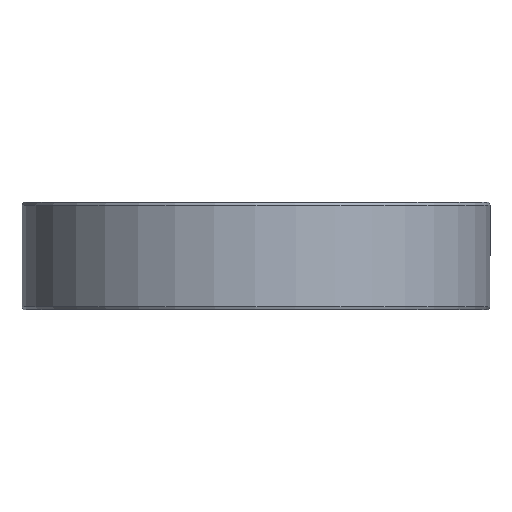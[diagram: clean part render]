
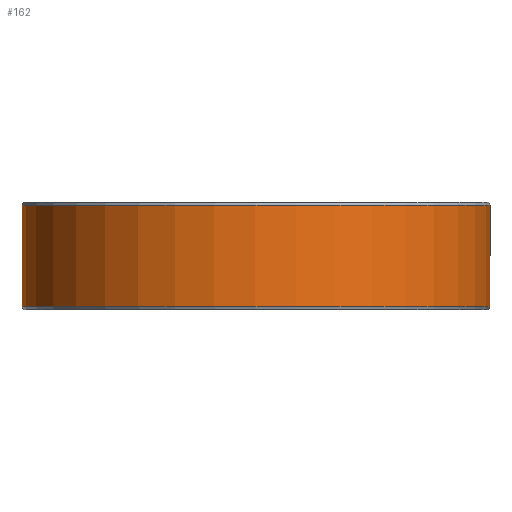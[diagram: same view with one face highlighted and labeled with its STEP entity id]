
A CAD part, front view. The second image highlights one B-rep face of the part: STEP entity #162.
In plain terms, the highlighted cylindrical face has radius 152.5 mm (diameter 305 mm), a partial arc.
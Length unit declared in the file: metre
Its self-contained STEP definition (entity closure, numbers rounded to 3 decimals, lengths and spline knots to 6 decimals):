
#162=ADVANCED_FACE('',(#185,#186),#187,.T.);
#185=FACE_OUTER_BOUND('',#211,.T.);
#186=FACE_BOUND('',#212,.T.);
#187=CYLINDRICAL_SURFACE('',#213,0.1525);
#211=EDGE_LOOP('',(#289,#290,#291,#292));
#212=EDGE_LOOP('',(#293));
#213=AXIS2_PLACEMENT_3D('',#294,#295,#296);
#289=ORIENTED_EDGE('',*,*,#314,.T.);
#290=ORIENTED_EDGE('',*,*,#323,.F.);
#291=ORIENTED_EDGE('',*,*,#309,.F.);
#292=ORIENTED_EDGE('',*,*,#324,.T.);
#293=ORIENTED_EDGE('',*,*,#327,.T.);
#294=CARTESIAN_POINT('',(0.,0.,0.0));
#295=DIRECTION('',(0.,0.0,-1.0));
#296=DIRECTION('',(-1.0,0.0,0.));
#309=EDGE_CURVE('',#341,#342,#343,.T.);
#314=EDGE_CURVE('',#351,#349,#352,.T.);
#323=EDGE_CURVE('',#342,#349,#365,.T.);
#324=EDGE_CURVE('',#341,#351,#366,.T.);
#327=EDGE_CURVE('',#370,#370,#371,.T.);
#341=VERTEX_POINT('',#389);
#342=VERTEX_POINT('',#390);
#343=CIRCLE('',#391,0.1525);
#349=VERTEX_POINT('',#399);
#351=VERTEX_POINT('',#402);
#352=CIRCLE('',#403,0.1525);
#365=LINE('',#422,#423);
#366=LINE('',#424,#425);
#370=VERTEX_POINT('',#503);
#371=B_SPLINE_CURVE_WITH_KNOTS('',3,(#504,#505,#506,#507,#508,#509,#510,#511,#512,#513,#514,#515,#516,#517,#518,#519,#520,#521,#522,#523,#524,#525,#526,#527,#528,#529,#530,#531,#532,#533,#534,#535,#536,#537,#538,#539,#540,#541,#542,#543,#544,#545,#546,#547,#548,#549,#550,#551,#552,#553,#554,#555,#556,#557,#558,#559,#560,#561,#562,#563,#564,#565,#566,#567,#568,#569,#570,#571,#572,#573,#574,#575,#576,#577),.UNSPECIFIED.,.T.,.F.,(2,2,2,2,2,2,2,2,2,2,2,2,2,2,2,2,2,2,2,2,2,2,2,2,2,2,2,2,2,2,2,2,2,2,2,2,2,2,2),(-0.000977,0.0,0.000977,0.001465,0.001954,0.002931,0.003908,0.004885,0.005862,0.006839,0.007816,0.008793,0.00977,0.010747,0.011724,0.012701,0.013189,0.013678,0.014655,0.015632,0.016609,0.017586,0.018562,0.019539,0.020516,0.021493,0.02247,0.023447,0.024424,0.024913,0.025401,0.026378,0.027355,0.028332,0.028821,0.029309,0.030286,0.031263,0.03224),.UNSPECIFIED.);
#389=CARTESIAN_POINT('',(0.002661,0.152477,0.0018));
#390=CARTESIAN_POINT('',(0.,0.1525,0.0018));
#391=AXIS2_PLACEMENT_3D('',#591,#592,#593);
#399=CARTESIAN_POINT('',(0.,0.1525,0.0682));
#402=CARTESIAN_POINT('',(0.002661,0.152477,0.0682));
#403=AXIS2_PLACEMENT_3D('',#600,#601,#602);
#422=CARTESIAN_POINT('',(0.,0.1525,0.0018));
#423=VECTOR('',#615,1.0);
#424=CARTESIAN_POINT('',(0.002661,0.152477,0.0018));
#425=VECTOR('',#616,1.0);
#503=CARTESIAN_POINT('',(0.128073,-0.082787,0.035));
#504=CARTESIAN_POINT('',(0.128073,-0.082787,0.03467));
#505=CARTESIAN_POINT('',(0.128073,-0.082787,0.03533));
#506=CARTESIAN_POINT('',(0.12809,-0.08276,0.035655));
#507=CARTESIAN_POINT('',(0.128142,-0.08268,0.036134));
#508=CARTESIAN_POINT('',(0.128163,-0.082646,0.036293));
#509=CARTESIAN_POINT('',(0.128215,-0.082566,0.036607));
#510=CARTESIAN_POINT('',(0.128245,-0.082519,0.036763));
#511=CARTESIAN_POINT('',(0.128347,-0.082361,0.037217));
#512=CARTESIAN_POINT('',(0.12843,-0.082232,0.037504));
#513=CARTESIAN_POINT('',(0.128625,-0.081926,0.038048));
#514=CARTESIAN_POINT('',(0.128739,-0.081747,0.038305));
#515=CARTESIAN_POINT('',(0.128985,-0.081358,0.038766));
#516=CARTESIAN_POINT('',(0.12912,-0.081145,0.038973));
#517=CARTESIAN_POINT('',(0.12941,-0.080681,0.039339));
#518=CARTESIAN_POINT('',(0.129564,-0.080434,0.039494));
#519=CARTESIAN_POINT('',(0.12988,-0.079922,0.039744));
#520=CARTESIAN_POINT('',(0.130045,-0.079654,0.03984));
#521=CARTESIAN_POINT('',(0.130381,-0.079103,0.039968));
#522=CARTESIAN_POINT('',(0.130549,-0.078825,0.04));
#523=CARTESIAN_POINT('',(0.130885,-0.078266,0.04));
#524=CARTESIAN_POINT('',(0.131054,-0.077982,0.039968));
#525=CARTESIAN_POINT('',(0.131381,-0.07743,0.03984));
#526=CARTESIAN_POINT('',(0.131539,-0.077161,0.039746));
#527=CARTESIAN_POINT('',(0.131844,-0.076638,0.039496));
#528=CARTESIAN_POINT('',(0.131991,-0.076385,0.039339));
#529=CARTESIAN_POINT('',(0.132262,-0.075915,0.038977));
#530=CARTESIAN_POINT('',(0.132387,-0.075696,0.038771));
#531=CARTESIAN_POINT('',(0.132619,-0.07529,0.038304));
#532=CARTESIAN_POINT('',(0.132721,-0.07511,0.038051));
#533=CARTESIAN_POINT('',(0.132854,-0.074873,0.037645));
#534=CARTESIAN_POINT('',(0.132896,-0.0748,0.037505));
#535=CARTESIAN_POINT('',(0.132971,-0.074665,0.037216));
#536=CARTESIAN_POINT('',(0.133006,-0.074603,0.037066));
#537=CARTESIAN_POINT('',(0.133098,-0.074439,0.036612));
#538=CARTESIAN_POINT('',(0.133145,-0.074356,0.0363));
#539=CARTESIAN_POINT('',(0.133207,-0.074244,0.035659));
#540=CARTESIAN_POINT('',(0.133223,-0.074215,0.035328));
#541=CARTESIAN_POINT('',(0.133223,-0.074215,0.034675));
#542=CARTESIAN_POINT('',(0.133208,-0.074243,0.034351));
#543=CARTESIAN_POINT('',(0.133145,-0.074354,0.033707));
#544=CARTESIAN_POINT('',(0.133099,-0.074438,0.03339));
#545=CARTESIAN_POINT('',(0.132977,-0.074655,0.032789));
#546=CARTESIAN_POINT('',(0.132901,-0.07479,0.032498));
#547=CARTESIAN_POINT('',(0.132722,-0.075108,0.031951));
#548=CARTESIAN_POINT('',(0.13262,-0.075289,0.031699));
#549=CARTESIAN_POINT('',(0.132391,-0.075689,0.031237));
#550=CARTESIAN_POINT('',(0.132264,-0.075912,0.031026));
#551=CARTESIAN_POINT('',(0.131992,-0.076383,0.030662));
#552=CARTESIAN_POINT('',(0.131848,-0.076631,0.030508));
#553=CARTESIAN_POINT('',(0.131543,-0.077153,0.030257));
#554=CARTESIAN_POINT('',(0.131382,-0.077428,0.030161));
#555=CARTESIAN_POINT('',(0.131057,-0.077978,0.030033));
#556=CARTESIAN_POINT('',(0.13089,-0.078256,0.03));
#557=CARTESIAN_POINT('',(0.130551,-0.078822,0.03));
#558=CARTESIAN_POINT('',(0.130382,-0.079101,0.030032));
#559=CARTESIAN_POINT('',(0.130132,-0.07951,0.030127));
#560=CARTESIAN_POINT('',(0.13005,-0.079645,0.030166));
#561=CARTESIAN_POINT('',(0.129886,-0.079912,0.030261));
#562=CARTESIAN_POINT('',(0.129804,-0.080045,0.030317));
#563=CARTESIAN_POINT('',(0.129565,-0.080432,0.030505));
#564=CARTESIAN_POINT('',(0.129413,-0.080676,0.030658));
#565=CARTESIAN_POINT('',(0.129124,-0.081137,0.03102));
#566=CARTESIAN_POINT('',(0.128987,-0.081355,0.031231));
#567=CARTESIAN_POINT('',(0.12874,-0.081746,0.031692));
#568=CARTESIAN_POINT('',(0.128629,-0.08192,0.031944));
#569=CARTESIAN_POINT('',(0.128481,-0.082151,0.032353));
#570=CARTESIAN_POINT('',(0.128435,-0.082223,0.032495));
#571=CARTESIAN_POINT('',(0.128352,-0.082354,0.032784));
#572=CARTESIAN_POINT('',(0.128314,-0.082413,0.032931));
#573=CARTESIAN_POINT('',(0.128212,-0.08257,0.033382));
#574=CARTESIAN_POINT('',(0.12816,-0.082651,0.033696));
#575=CARTESIAN_POINT('',(0.12809,-0.08276,0.034343));
#576=CARTESIAN_POINT('',(0.128073,-0.082787,0.03467));
#577=CARTESIAN_POINT('',(0.128073,-0.082787,0.03533));
#591=CARTESIAN_POINT('',(0.,0.,0.0018));
#592=DIRECTION('',(0.,0.0,-1.0));
#593=DIRECTION('',(-1.0,0.0,0.));
#600=CARTESIAN_POINT('',(0.,0.,0.0682));
#601=DIRECTION('',(0.,0.0,-1.0));
#602=DIRECTION('',(-1.0,0.0,0.));
#615=DIRECTION('',(0.,0.,1.0));
#616=DIRECTION('',(0.,0.,1.0));
